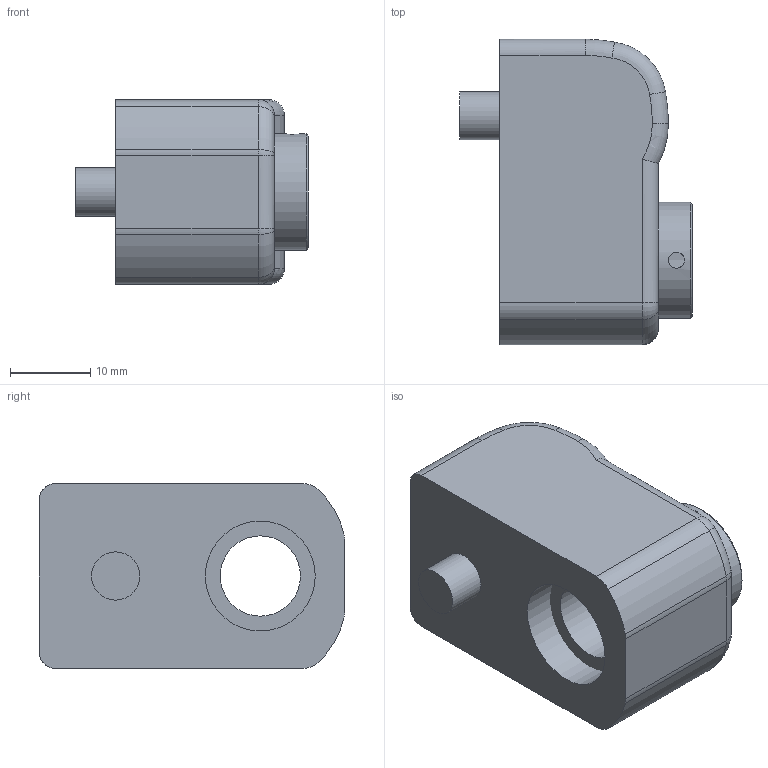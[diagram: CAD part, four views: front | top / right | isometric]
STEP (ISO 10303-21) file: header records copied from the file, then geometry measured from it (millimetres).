
FILE_DESCRIPTION(/* description */ ('Unknown'),/* implementation_level */ '2;1');
FILE_NAME(/* name */ 'Digianzeige-OP2-A',/* time_stamp */ '2020-03-19T15:33:16+01:00',/* author */ ('Unknown'),/* organization */ ('Unknown'),/* preprocessor_version */ 'ST-DEVELOPER v16.7',/* originating_system */ 'Solid Edge',/* authorisation */ 'Unknown');
FILE_SCHEMA (('AUTOMOTIVE_DESIGN {1 0 10303 214 3 1 1}'));
Length unit declared in the file: millimetre
Products named in the file (1): Digianzeige-OP2-A-10-I18
Bounding box: 29 x 38 x 23 mm (x, y, z)
Volume: 15460.8 mm3; surface area: 6405 mm2
Topology: 4 solids, 4 shells, 89 faces, 209 edges, 132 vertices
Faces by surface type: plane 45, cylinder 20, torus 14, bspline 8, cone 2
Full cylindrical faces by diameter (mm): 2 x1, 6 x1, 10 x1, 13.68 x1, 14.5 x1
Entity records: 3287 total; most frequent: CARTESIAN_POINT 738, ORIENTED_EDGE 404, DIRECTION 394, EDGE_CURVE 202, AXIS2_PLACEMENT_3D 139, VERTEX_POINT 132, LINE 116, VECTOR 116
